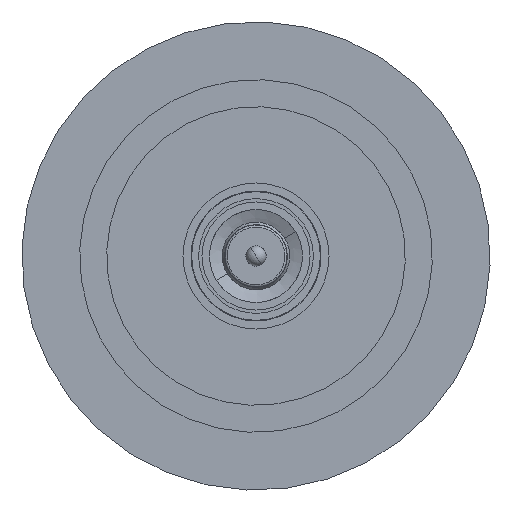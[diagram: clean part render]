
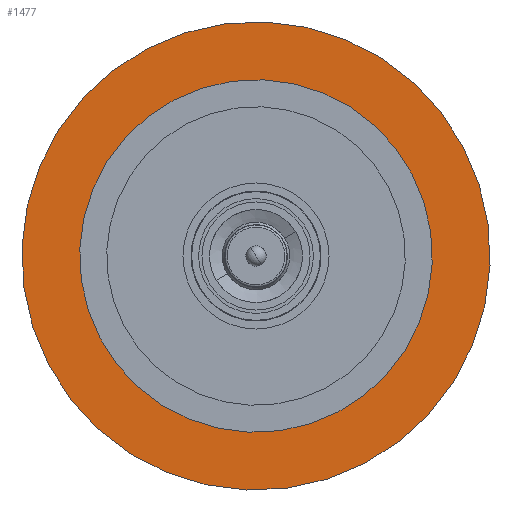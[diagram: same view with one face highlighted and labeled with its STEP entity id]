
A CAD part, front view. The second image highlights one B-rep face of the part: STEP entity #1477.
In plain terms, the highlighted planar face has unit normal (0, -1, 0).
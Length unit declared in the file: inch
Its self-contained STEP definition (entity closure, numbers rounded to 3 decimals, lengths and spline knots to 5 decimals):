
#28 = ORIENTED_EDGE ( 'NONE', *, *, #1064, .F. ) ;
#72 = ORIENTED_EDGE ( 'NONE', *, *, #270, .F. ) ;
#94 = ORIENTED_EDGE ( 'NONE', *, *, #1063, .T. ) ;
#97 = ORIENTED_EDGE ( 'NONE', *, *, #274, .T. ) ;
#123 = VERTEX_POINT ( 'NONE', #1402 ) ;
#270 = EDGE_CURVE ( 'NONE', #620, #123, #2103, .T. ) ;
#274 = EDGE_CURVE ( 'NONE', #594, #595, #2111, .T. ) ;
#594 = VERTEX_POINT ( 'NONE', #2317 ) ;
#595 = VERTEX_POINT ( 'NONE', #2318 ) ;
#620 = VERTEX_POINT ( 'NONE', #2337 ) ;
#645 = EDGE_LOOP ( 'NONE', ( #94, #97 ) ) ;
#663 = EDGE_LOOP ( 'NONE', ( #72, #28 ) ) ;
#1063 = EDGE_CURVE ( 'NONE', #595, #594, #3014, .T. ) ;
#1064 = EDGE_CURVE ( 'NONE', #123, #620, #3016, .T. ) ;
#1402 = CARTESIAN_POINT ( 'NONE',  ( -1.08162, 0.09621, 0.04368 ) ) ;
#1477 = ADVANCED_FACE ( 'NONE', ( #3640, #3641 ), #3642, .T. ) ;
#2103 = CIRCLE ( 'NONE', #2112, 1.0825 ) ;
#2111 = CIRCLE ( 'NONE', #2118, 0.815 ) ;
#2112 = AXIS2_PLACEMENT_3D ( 'NONE', #2289, #2290, #2291 ) ;
#2118 = AXIS2_PLACEMENT_3D ( 'NONE', #2301, #2302, #2303 ) ;
#2289 = CARTESIAN_POINT ( 'NONE',  ( 0., 0.09621, 0. ) ) ;
#2290 = DIRECTION ( 'NONE',  ( 0., 1., 0. ) ) ;
#2291 = DIRECTION ( 'NONE',  ( 0.999, 0., -0.04 ) ) ;
#2301 = CARTESIAN_POINT ( 'NONE',  ( 0., 0.09621, 0. ) ) ;
#2302 = DIRECTION ( 'NONE',  ( 0., 1., 0. ) ) ;
#2303 = DIRECTION ( 'NONE',  ( 0.999, 0., -0.04 ) ) ;
#2317 = CARTESIAN_POINT ( 'NONE',  ( -0.81434, 0.09621, 0.03289 ) ) ;
#2318 = CARTESIAN_POINT ( 'NONE',  ( 0.81434, 0.09621, -0.03289 ) ) ;
#2337 = CARTESIAN_POINT ( 'NONE',  ( 1.08162, 0.09621, -0.04368 ) ) ;
#2762 = CARTESIAN_POINT ( 'NONE',  ( 0., 0.09621, 0. ) ) ;
#2763 = DIRECTION ( 'NONE',  ( 0., 1., 0. ) ) ;
#2764 = DIRECTION ( 'NONE',  ( 0.999, 0., -0.04 ) ) ;
#2765 = CARTESIAN_POINT ( 'NONE',  ( 0., 0.09621, 0. ) ) ;
#2766 = DIRECTION ( 'NONE',  ( 0., 1., 0. ) ) ;
#2767 = DIRECTION ( 'NONE',  ( 0.999, 0., -0.04 ) ) ;
#3014 = CIRCLE ( 'NONE', #3017, 0.815 ) ;
#3016 = CIRCLE ( 'NONE', #3019, 1.0825 ) ;
#3017 = AXIS2_PLACEMENT_3D ( 'NONE', #2762, #2763, #2764 ) ;
#3019 = AXIS2_PLACEMENT_3D ( 'NONE', #2765, #2766, #2767 ) ;
#3143 = AXIS2_PLACEMENT_3D ( 'NONE', #3628, #3644, #3645 ) ;
#3628 = CARTESIAN_POINT ( 'NONE',  ( 0., 0.09621, 0. ) ) ;
#3640 = FACE_BOUND ( 'NONE', #645, .T. ) ;
#3641 = FACE_OUTER_BOUND ( 'NONE', #663, .T. ) ;
#3642 = PLANE ( 'NONE',  #3143 ) ;
#3644 = DIRECTION ( 'NONE',  ( 0., -1., 0. ) ) ;
#3645 = DIRECTION ( 'NONE',  ( -0.999, 0., 0.04 ) ) ;
